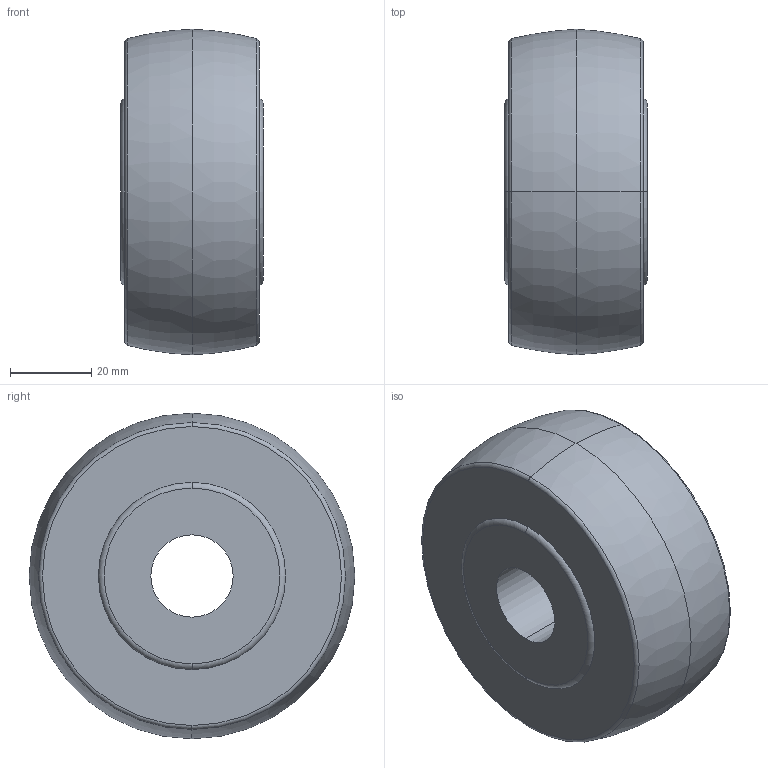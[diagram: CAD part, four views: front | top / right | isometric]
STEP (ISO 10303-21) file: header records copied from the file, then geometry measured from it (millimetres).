
FILE_DESCRIPTION (( 'STEP AP214' ), '1' );
FILE_NAME ('0022591.step', '2022-04-20T10:27:47', ( '' ), ( '' ), 'SwSTEP 2.0', 'SolidWorks 2020', '' );
FILE_SCHEMA (( 'AUTOMOTIVE_DESIGN' ));
Length unit declared in the file: millimetre
Products named in the file (1): 0022591
Bounding box: 35 x 80 x 80 mm (x, y, z)
Volume: 150389.7 mm3; surface area: 18648 mm2
Topology: 1 solids, 1 shells, 18 faces, 36 edges, 22 vertices
Faces by surface type: torus 12, plane 4, cylinder 2
Entity records: 722 total; most frequent: DIRECTION 108, CARTESIAN_POINT 77, ORIENTED_EDGE 72, AXIS2_PLACEMENT_3D 53, EDGE_CURVE 36, CIRCLE 34, EDGE_LOOP 22, VERTEX_POINT 22
